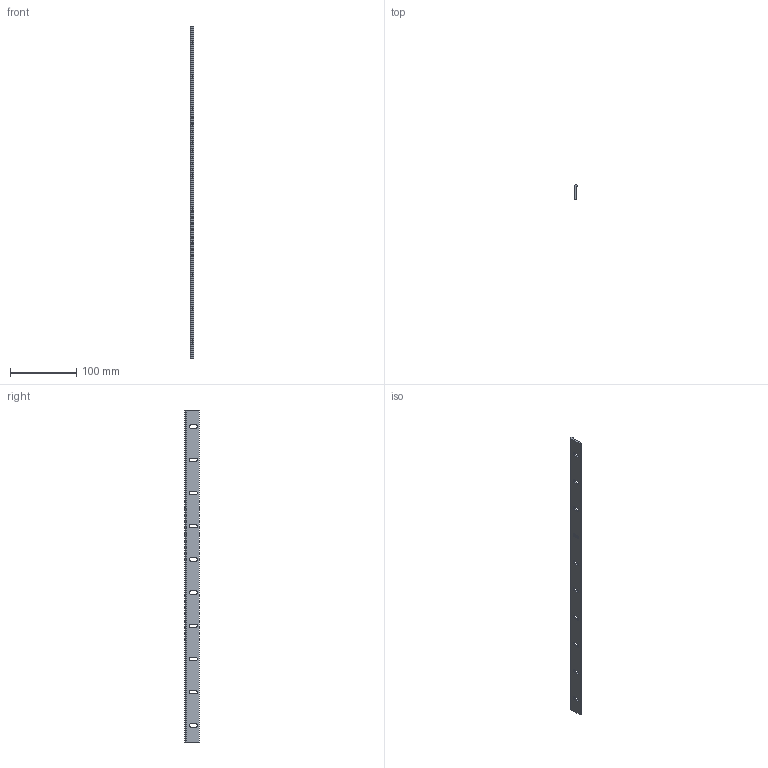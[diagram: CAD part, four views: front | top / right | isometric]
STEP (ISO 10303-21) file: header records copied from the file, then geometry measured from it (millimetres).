
FILE_DESCRIPTION (( 'STEP AP203' ), '1' );
FILE_NAME ('Open Rail 500mm.step', '2015-07-29T19:33:30', ( '' ), ( '' ), 'SwSTEP 2.0', 'SolidWorks 2014', '' );
FILE_SCHEMA (( 'CONFIG_CONTROL_DESIGN' ));
Length unit declared in the file: millimetre
Products named in the file (1): Open Rail 500mm
Bounding box: 4.75 x 22.49 x 500 mm (x, y, z)
Volume: 26288.8 mm3; surface area: 25385.5 mm2
Topology: 1 solids, 1 shells, 65 faces, 189 edges, 126 vertices
Faces by surface type: cylinder 36, plane 29
Entity records: 2292 total; most frequent: DIRECTION 393, CARTESIAN_POINT 381, ORIENTED_EDGE 378, EDGE_CURVE 189, AXIS2_PLACEMENT_3D 138, VERTEX_POINT 126, LINE 117, VECTOR 117
